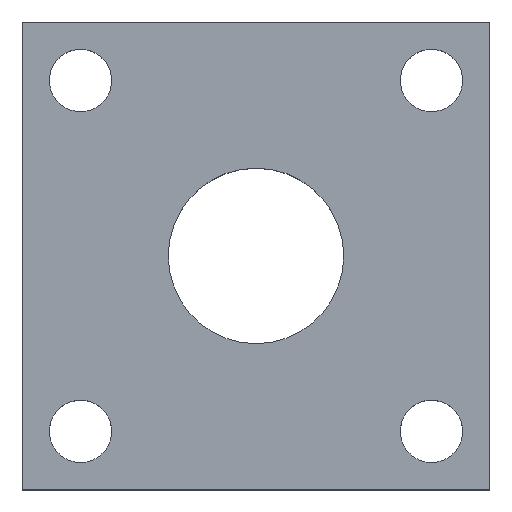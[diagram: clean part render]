
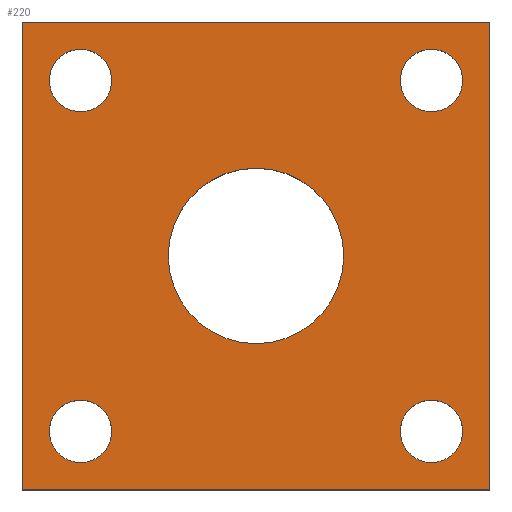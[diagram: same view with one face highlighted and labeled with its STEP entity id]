
A CAD part, top view. The second image highlights one B-rep face of the part: STEP entity #220.
In plain terms, the highlighted planar face has unit normal (0, 0, 1).
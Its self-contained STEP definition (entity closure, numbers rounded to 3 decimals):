
#15=FACE_BOUND('',#52,.T.);
#16=FACE_BOUND('',#53,.T.);
#17=FACE_BOUND('',#54,.T.);
#18=FACE_BOUND('',#55,.T.);
#19=FACE_BOUND('',#56,.T.);
#29=PLANE('',#255);
#40=FACE_OUTER_BOUND('',#51,.T.);
#51=EDGE_LOOP('',(#188,#189,#190,#191));
#52=EDGE_LOOP('',(#192));
#53=EDGE_LOOP('',(#193));
#54=EDGE_LOOP('',(#194));
#55=EDGE_LOOP('',(#195));
#56=EDGE_LOOP('',(#196));
#70=LINE('',#356,#87);
#73=LINE('',#362,#90);
#76=LINE('',#368,#93);
#79=LINE('',#372,#96);
#87=VECTOR('',#298,10.);
#90=VECTOR('',#303,10.);
#93=VECTOR('',#308,10.);
#96=VECTOR('',#313,10.);
#97=CIRCLE('',#237,8.);
#99=CIRCLE('',#240,8.);
#101=CIRCLE('',#243,8.);
#103=CIRCLE('',#246,8.);
#105=CIRCLE('',#249,22.5);
#107=VERTEX_POINT('',#320);
#109=VERTEX_POINT('',#326);
#111=VERTEX_POINT('',#332);
#113=VERTEX_POINT('',#338);
#115=VERTEX_POINT('',#344);
#119=VERTEX_POINT('',#353);
#120=VERTEX_POINT('',#355);
#122=VERTEX_POINT('',#361);
#124=VERTEX_POINT('',#367);
#125=EDGE_CURVE('',#107,#107,#97,.T.);
#128=EDGE_CURVE('',#109,#109,#99,.T.);
#131=EDGE_CURVE('',#111,#111,#101,.T.);
#134=EDGE_CURVE('',#113,#113,#103,.T.);
#137=EDGE_CURVE('',#115,#115,#105,.T.);
#142=EDGE_CURVE('',#120,#119,#70,.T.);
#145=EDGE_CURVE('',#122,#120,#73,.T.);
#148=EDGE_CURVE('',#124,#122,#76,.T.);
#151=EDGE_CURVE('',#119,#124,#79,.T.);
#188=ORIENTED_EDGE('',*,*,#151,.T.);
#189=ORIENTED_EDGE('',*,*,#148,.T.);
#190=ORIENTED_EDGE('',*,*,#145,.T.);
#191=ORIENTED_EDGE('',*,*,#142,.T.);
#192=ORIENTED_EDGE('',*,*,#137,.T.);
#193=ORIENTED_EDGE('',*,*,#134,.T.);
#194=ORIENTED_EDGE('',*,*,#131,.T.);
#195=ORIENTED_EDGE('',*,*,#128,.T.);
#196=ORIENTED_EDGE('',*,*,#125,.T.);
#220=ADVANCED_FACE('',(#40,#15,#16,#17,#18,#19),#29,.T.);
#237=AXIS2_PLACEMENT_3D('',#321,#261,#262);
#240=AXIS2_PLACEMENT_3D('',#327,#268,#269);
#243=AXIS2_PLACEMENT_3D('',#333,#275,#276);
#246=AXIS2_PLACEMENT_3D('',#339,#282,#283);
#249=AXIS2_PLACEMENT_3D('',#345,#289,#290);
#255=AXIS2_PLACEMENT_3D('',#373,#314,#315);
#261=DIRECTION('center_axis',(0.,0.,-1.));
#262=DIRECTION('ref_axis',(1.,0.,0.));
#268=DIRECTION('center_axis',(0.,0.,-1.));
#269=DIRECTION('ref_axis',(1.,0.,0.));
#275=DIRECTION('center_axis',(0.,0.,-1.));
#276=DIRECTION('ref_axis',(1.,0.,0.));
#282=DIRECTION('center_axis',(0.,0.,-1.));
#283=DIRECTION('ref_axis',(1.,0.,0.));
#289=DIRECTION('center_axis',(0.,0.,-1.));
#290=DIRECTION('ref_axis',(1.,0.,0.));
#298=DIRECTION('',(-1.,0.,0.));
#303=DIRECTION('',(0.,1.,0.));
#308=DIRECTION('',(1.,0.,0.));
#313=DIRECTION('',(0.,-1.,0.));
#314=DIRECTION('center_axis',(0.,0.,1.));
#315=DIRECTION('ref_axis',(1.,0.,0.));
#320=CARTESIAN_POINT('',(37.,-45.,20.));
#321=CARTESIAN_POINT('Origin',(45.,-45.,20.));
#326=CARTESIAN_POINT('',(-53.,45.,20.));
#327=CARTESIAN_POINT('Origin',(-45.,45.,20.));
#332=CARTESIAN_POINT('',(-53.,-45.,20.));
#333=CARTESIAN_POINT('Origin',(-45.,-45.,20.));
#338=CARTESIAN_POINT('',(37.,45.,20.));
#339=CARTESIAN_POINT('Origin',(45.,45.,20.));
#344=CARTESIAN_POINT('',(-22.5,0.,20.));
#345=CARTESIAN_POINT('Origin',(0.,0.,20.));
#353=CARTESIAN_POINT('',(-60.,60.,20.));
#355=CARTESIAN_POINT('',(60.,60.,20.));
#356=CARTESIAN_POINT('',(0.,60.,20.));
#361=CARTESIAN_POINT('',(60.,-60.,20.));
#362=CARTESIAN_POINT('',(60.,60.,20.));
#367=CARTESIAN_POINT('',(-60.,-60.,20.));
#368=CARTESIAN_POINT('',(60.,-60.,20.));
#372=CARTESIAN_POINT('',(-60.,-60.,20.));
#373=CARTESIAN_POINT('Origin',(0.,0.,20.));
